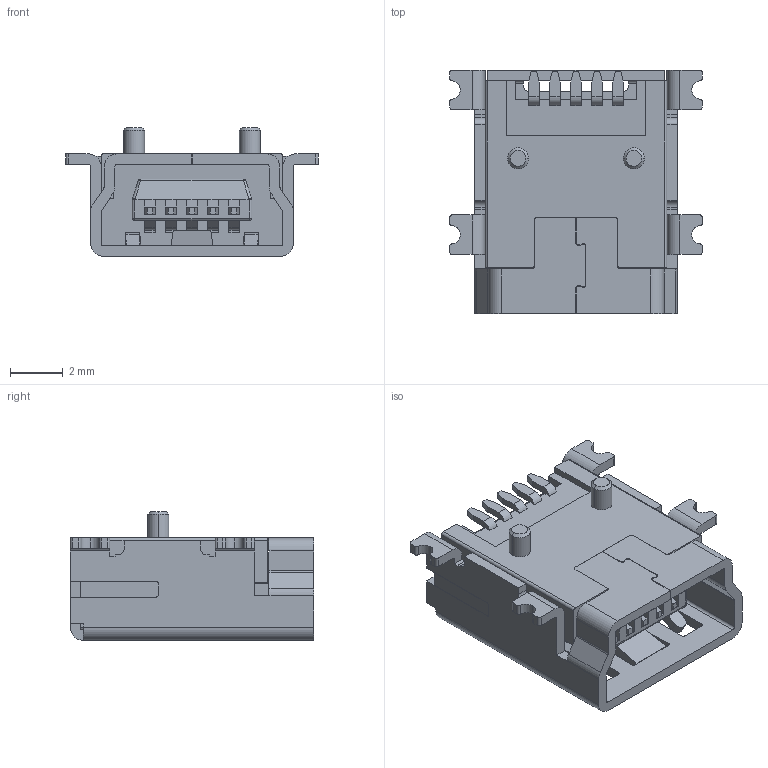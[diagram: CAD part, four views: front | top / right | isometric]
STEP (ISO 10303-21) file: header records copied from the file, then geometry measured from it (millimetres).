
FILE_DESCRIPTION(('STEP AP242'),'1');
FILE_NAME('65100516121.stp','2022-03-11T16:07:26',('TraceParts'),('TraceParts S.A.'),'Spatial InterOp 3D',' ',' ');
FILE_SCHEMA(('AP242_MANAGED_MODEL_BASED_3D_ENGINEERING_MIM_LF {1 0 10303 442 1 1 4}'));
Length unit declared in the file: millimetre
Products named in the file (1): 65100516121_1
Bounding box: 9.6 x 9.25 x 4.9 mm (x, y, z)
Volume: 142 mm3; surface area: 762.4 mm2
Topology: 7 solids, 7 shells, 618 faces, 1736 edges, 1109 vertices
Faces by surface type: plane 389, cylinder 201, bspline 18, sphere 6, cone 4
Entity records: 25268 total; most frequent: CARTESIAN_POINT 4199, ORIENTED_EDGE 3464, DIRECTION 3273, EDGE_CURVE 1732, LINE 1293, VECTOR 1293, VERTEX_POINT 1109, AXIS2_PLACEMENT_3D 990
